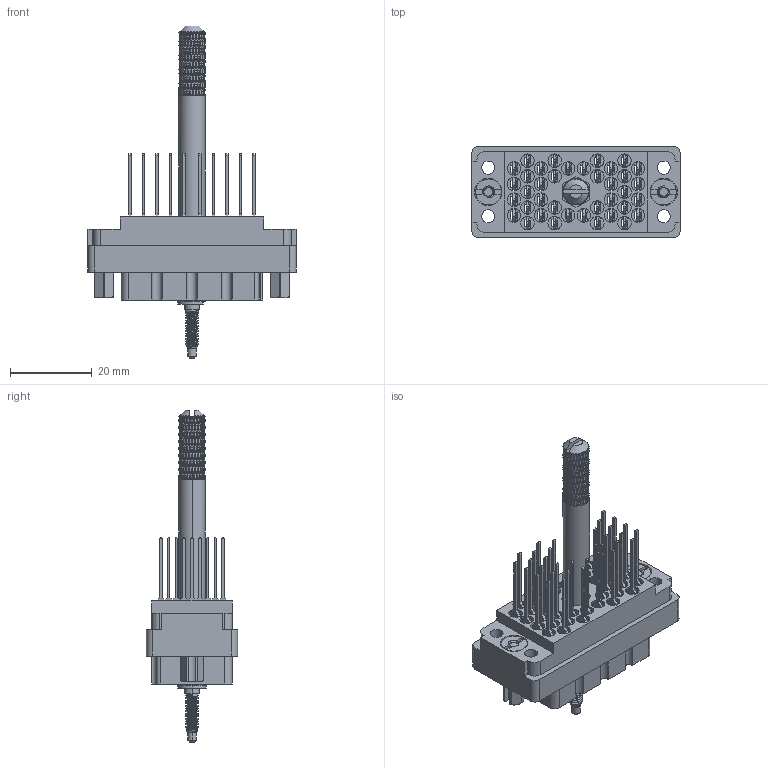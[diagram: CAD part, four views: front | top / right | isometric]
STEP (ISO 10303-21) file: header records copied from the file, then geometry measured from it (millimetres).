
FILE_DESCRIPTION (( 'STEP AP203' ), '1' );
FILE_NAME ('516-038-541-401.STEP', '2020-03-05T16:35:45', ( '' ), ( '' ), 'SwSTEP 2.0', 'SolidWorks 2016', '' );
FILE_SCHEMA (( 'CONFIG_CONTROL_DESIGN' ));
Length unit declared in the file: inch
Products named in the file (11): Actuating Screw Assy 038-056; 516-250-038-111; 516-221-038-102_038; 516-253-035-100; 516-253-138-107; 516-292-001_541 Contact; 516-251-035-100; 516-252-021-102_038; 516 Part Receptacle_038; 516-221-038-102_039; 516-038-541-401
Assembly tree (49 placements, depth 3):
  516-038-541-401
    516 Part Receptacle_038
    516-292-001_541 Contact  x38
    516-252-021-102_038  x2
    516-221-038-102_038
    Actuating Screw Assy 038-056
      516-251-035-100
      516-253-035-100  x2
      516-253-138-107
      516-250-038-111
    516-221-038-102_039
Bounding box: 50.8 x 22.25 x 81.03 mm (x, y, z)
Volume: 14526.1 mm3; surface area: 24695.9 mm2
Topology: 48 solids, 48 shells, 5220 faces, 14054 edges, 8946 vertices
Faces by surface type: plane 2356, cylinder 1550, bspline 1262, cone 52
Entity records: 110166 total; most frequent: CARTESIAN_POINT 59594, ORIENTED_EDGE 12504, DIRECTION 7496, EDGE_CURVE 6252, VERTEX_POINT 3772, EDGE_LOOP 2638, AXIS2_PLACEMENT_3D 2577, FACE_OUTER_BOUND 2519
